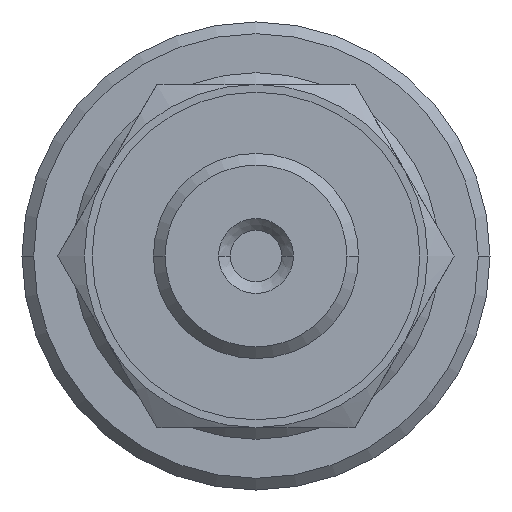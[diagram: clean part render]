
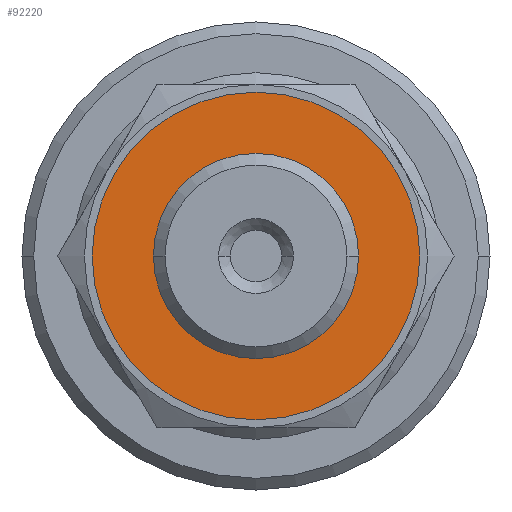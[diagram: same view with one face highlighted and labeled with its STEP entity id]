
A CAD part, front view. The second image highlights one B-rep face of the part: STEP entity #92220.
In plain terms, the highlighted planar face has unit normal (0, -1, 0).
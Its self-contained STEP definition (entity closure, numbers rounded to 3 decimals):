
#91640=CARTESIAN_POINT('',(44.3,66.5,0.));
#91650=VERTEX_POINT('',#91640);
#91700=CARTESIAN_POINT('',(50.,66.5,0.));
#91710=DIRECTION('',(0.,1.,0.));
#91720=DIRECTION('',(1.,0.,0.));
#91730=AXIS2_PLACEMENT_3D('',#91700,#91710,#91720);
#91740=CIRCLE('',#91730,5.7);
#91750=CARTESIAN_POINT('',(55.7,66.5,0.));
#91760=VERTEX_POINT('',#91750);
#91770=EDGE_CURVE('',#91650,#91760,#91740,.T.);
#91970=CARTESIAN_POINT('',(58.1,66.5,0.));
#91980=DIRECTION('',(0.,1.,0.));
#91990=DIRECTION('',(1.,0.,0.));
#92000=AXIS2_PLACEMENT_3D('',#91970,#91980,#91990);
#92010=PLANE('',#92000);
#92020=EDGE_CURVE('',#91760,#91650,#91740,.T.);
#92030=ORIENTED_EDGE('',*,*,#92020,.T.);
#92040=ORIENTED_EDGE('',*,*,#91770,.T.);
#92050=EDGE_LOOP('',(#92040,#92030));
#92060=FACE_BOUND('',#92050,.T.);
#92070=CARTESIAN_POINT('',(50.,66.5,0.));
#92080=DIRECTION('',(0.,1.,0.));
#92090=DIRECTION('',(1.,0.,0.));
#92100=AXIS2_PLACEMENT_3D('',#92070,#92080,#92090);
#92110=CIRCLE('',#92100,10.5);
#92120=CARTESIAN_POINT('',(60.5,66.5,0.));
#92130=VERTEX_POINT('',#92120);
#92140=CARTESIAN_POINT('',(39.5,66.5,0.));
#92150=VERTEX_POINT('',#92140);
#92160=EDGE_CURVE('',#92130,#92150,#92110,.T.);
#92170=ORIENTED_EDGE('',*,*,#92160,.F.);
#92180=EDGE_CURVE('',#92150,#92130,#92110,.T.);
#92190=ORIENTED_EDGE('',*,*,#92180,.F.);
#92200=EDGE_LOOP('',(#92190,#92170));
#92210=FACE_OUTER_BOUND('',#92200,.T.);
#92220=ADVANCED_FACE('',(#92060,#92210),#92010,.F.);
